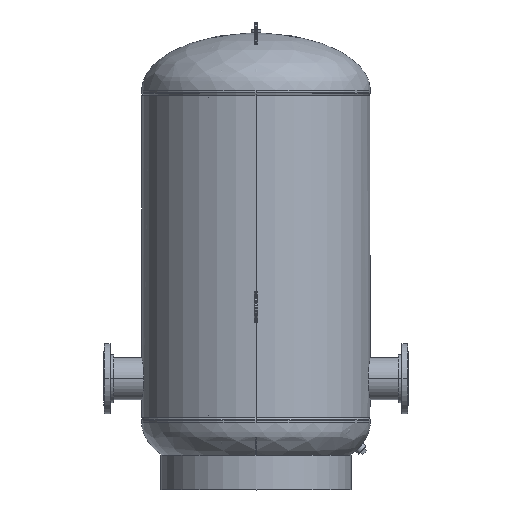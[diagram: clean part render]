
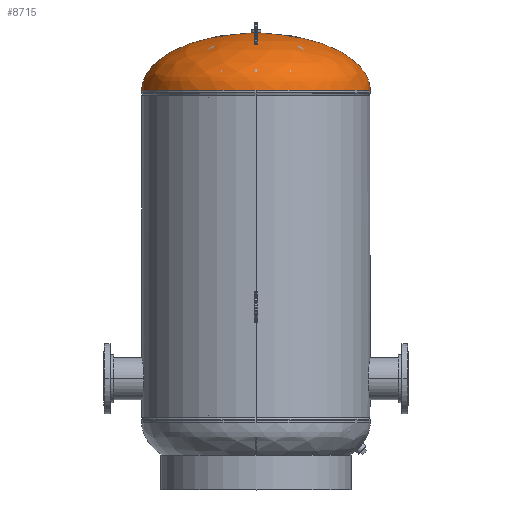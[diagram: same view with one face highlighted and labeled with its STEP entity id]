
A CAD part, top view. The second image highlights one B-rep face of the part: STEP entity #8715.
In plain terms, the highlighted free-form (B-spline) face has degree [3, 3] with [4, 4] control points.
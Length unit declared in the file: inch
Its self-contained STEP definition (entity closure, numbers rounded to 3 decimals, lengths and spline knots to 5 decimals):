
#107 = DIRECTION ( 'NONE',  ( 0., 0., -1. ) ) ;
#325 = CARTESIAN_POINT ( 'NONE',  ( 0.625, 9.90452, 0. ) ) ;
#334 = CARTESIAN_POINT ( 'NONE',  ( -10.87488, 9.72472, 21.74977 ) ) ;
#335 = CARTESIAN_POINT ( 'NONE',  ( -18., 0.822, 0. ) ) ;
#1193 = CARTESIAN_POINT ( 'NONE',  ( 0., 0.822, 0. ) ) ;
#1361 = CARTESIAN_POINT ( 'NONE',  ( 0.625, 9.90452, 1.25 ) ) ;
#1427 = CARTESIAN_POINT ( 'NONE',  ( -18., 6.00017, 36. ) ) ;
#1852 = CIRCLE ( 'NONE', #8986, 18. ) ;
#1935 = CARTESIAN_POINT ( 'NONE',  ( 18., 6.00017, 0. ) ) ;
#2198 = VERTEX_POINT ( 'NONE', #11883 ) ;
#2338 =( BOUNDED_CURVE ( )  B_SPLINE_CURVE ( 3, ( #7184, #10128, #2521, #335 ),
 .UNSPECIFIED., .F., .T. ) 
 B_SPLINE_CURVE_WITH_KNOTS ( ( 4, 4 ),
 ( 4.74712, 6.28319 ),
 .UNSPECIFIED. ) 
 CURVE ( )  GEOMETRIC_REPRESENTATION_ITEM ( )  RATIONAL_B_SPLINE_CURVE ( ( 1., 0.813, 0.813, 1. ) ) 
 REPRESENTATION_ITEM ( '' )  );
#2346 = VERTEX_POINT ( 'NONE', #325 ) ;
#2521 = CARTESIAN_POINT ( 'NONE',  ( -18., 6.00017, 0. ) ) ;
#2782 = VERTEX_POINT ( 'NONE', #8252 ) ;
#2883 = CARTESIAN_POINT ( 'NONE',  ( 10.87488, 9.72472, 0. ) ) ;
#3019 = CARTESIAN_POINT ( 'NONE',  ( 0.625, 9.90452, 0. ) ) ;
#3085 = EDGE_CURVE ( 'NONE', #10884, #2346, #11255, .T. ) ;
#3153 = CARTESIAN_POINT ( 'NONE',  ( -18., 6.00017, 0. ) ) ;
#3213 = ORIENTED_EDGE ( 'NONE', *, *, #3085, .F. ) ;
#3946 = CARTESIAN_POINT ( 'NONE',  ( 0., 9.90452, 0. ) ) ;
#3981 = FACE_OUTER_BOUND ( 'NONE', #11336, .T. ) ;
#4140 = VERTEX_POINT ( 'NONE', #11358 ) ;
#4172 = CARTESIAN_POINT ( 'NONE',  ( 18., 6.00017, 36. ) ) ;
#4367 = CARTESIAN_POINT ( 'NONE',  ( -0.625, 9.90452, 1.25 ) ) ;
#4485 = AXIS2_PLACEMENT_3D ( 'NONE', #5770, #4616, #8529 ) ;
#4616 = DIRECTION ( 'NONE',  ( 0., -1., 0. ) ) ;
#4842 = DIRECTION ( 'NONE',  ( 0., -1., 0. ) ) ;
#4889 = VERTEX_POINT ( 'NONE', #5337 ) ;
#5258 = CARTESIAN_POINT ( 'NONE',  ( -18., 0.822, 0. ) ) ;
#5337 = CARTESIAN_POINT ( 'NONE',  ( 18., 0.822, 0. ) ) ;
#5481 = EDGE_CURVE ( 'NONE', #2782, #2198, #2338, .T. ) ;
#5767 = CIRCLE ( 'NONE', #9027, 0.625 ) ;
#5770 = CARTESIAN_POINT ( 'NONE',  ( 0., 0.822, 0. ) ) ;
#6026 = CARTESIAN_POINT ( 'NONE',  ( 18., 0.822, 0. ) ) ;
#6086 = CARTESIAN_POINT ( 'NONE',  ( -18., 0.822, 36. ) ) ;
#6475 = DIRECTION ( 'NONE',  ( 0., 0., -1. ) ) ;
#6795 = CARTESIAN_POINT ( 'NONE',  ( 0.625, 9.90452, 0. ) ) ;
#7108 = CARTESIAN_POINT ( 'NONE',  ( -0.625, 9.90452, 0. ) ) ;
#7184 = CARTESIAN_POINT ( 'NONE',  ( -0.625, 9.90452, 0. ) ) ;
#7253 = CARTESIAN_POINT ( 'NONE',  ( 10.87488, 9.72472, 21.74977 ) ) ;
#7332 = ORIENTED_EDGE ( 'NONE', *, *, #5481, .T. ) ;
#7554 = EDGE_CURVE ( 'NONE', #4889, #4140, #1852, .T. ) ;
#7557 = DIRECTION ( 'NONE',  ( 0., 1., 0. ) ) ;
#7857 = DIRECTION ( 'NONE',  ( 0., 1., 0. ) ) ;
#8080 = CARTESIAN_POINT ( 'NONE',  ( 18., 0.822, 36. ) ) ;
#8252 = CARTESIAN_POINT ( 'NONE',  ( -0.625, 9.90452, 0. ) ) ;
#8529 = DIRECTION ( 'NONE',  ( 0., 0., -1. ) ) ;
#8608 = AXIS2_PLACEMENT_3D ( 'NONE', #10428, #7557, #6475 ) ;
#8715 = ADVANCED_FACE ( 'NONE', ( #3981 ), #10175, .F. ) ;
#8942 = EDGE_CURVE ( 'NONE', #2346, #4889, #11478, .T. ) ;
#8986 = AXIS2_PLACEMENT_3D ( 'NONE', #1193, #4842, #107 ) ;
#9027 = AXIS2_PLACEMENT_3D ( 'NONE', #3946, #7857, #10829 ) ;
#9230 = CARTESIAN_POINT ( 'NONE',  ( 10.87488, 9.72472, 0. ) ) ;
#9782 = CARTESIAN_POINT ( 'NONE',  ( 18., 0.822, 0. ) ) ;
#9990 = CARTESIAN_POINT ( 'NONE',  ( 18., 6.00017, 0. ) ) ;
#9998 = CIRCLE ( 'NONE', #4485, 18. ) ;
#10128 = CARTESIAN_POINT ( 'NONE',  ( -10.87488, 9.72472, 0. ) ) ;
#10175 =( BOUNDED_SURFACE ( )  B_SPLINE_SURFACE ( 3, 3, ( 
 ( #3019, #1361, #4367, #7108 ),
 ( #9230, #7253, #334, #10182 ),
 ( #9990, #4172, #1427, #3153 ),
 ( #6026, #8080, #6086, #5258 ) ),
 .UNSPECIFIED., .F., .F., .T. ) 
 B_SPLINE_SURFACE_WITH_KNOTS ( ( 4, 4 ),
 ( 4, 4 ),
 ( 0., 1. ),
 ( 0., 1. ),
 .UNSPECIFIED. ) 
 GEOMETRIC_REPRESENTATION_ITEM ( )  RATIONAL_B_SPLINE_SURFACE ( (
 ( 1., 0.333, 0.333, 1.),
 ( 0.813, 0.271, 0.271, 0.813),
 ( 0.813, 0.271, 0.271, 0.813),
 ( 1., 0.333, 0.333, 1.) ) ) 
 REPRESENTATION_ITEM ( '' )  SURFACE ( )  );
#10182 = CARTESIAN_POINT ( 'NONE',  ( -10.87488, 9.72472, 0. ) ) ;
#10428 = CARTESIAN_POINT ( 'NONE',  ( 0., 9.90452, 0. ) ) ;
#10588 = CARTESIAN_POINT ( 'NONE',  ( 0., 9.90452, 0.625 ) ) ;
#10829 = DIRECTION ( 'NONE',  ( 0., 0., -1. ) ) ;
#10884 = VERTEX_POINT ( 'NONE', #10588 ) ;
#11020 = ORIENTED_EDGE ( 'NONE', *, *, #8942, .F. ) ;
#11178 = ORIENTED_EDGE ( 'NONE', *, *, #11285, .F. ) ;
#11255 = CIRCLE ( 'NONE', #8608, 0.625 ) ;
#11285 = EDGE_CURVE ( 'NONE', #4140, #2198, #9998, .T. ) ;
#11336 = EDGE_LOOP ( 'NONE', ( #12555, #7332, #11178, #12609, #11020, #3213 ) ) ;
#11358 = CARTESIAN_POINT ( 'NONE',  ( 0., 0.822, 18. ) ) ;
#11478 =( BOUNDED_CURVE ( )  B_SPLINE_CURVE ( 3, ( #6795, #2883, #1935, #9782 ),
 .UNSPECIFIED., .F., .F. ) 
 B_SPLINE_CURVE_WITH_KNOTS ( ( 4, 4 ),
 ( 4.74712, 6.28319 ),
 .UNSPECIFIED. ) 
 CURVE ( )  GEOMETRIC_REPRESENTATION_ITEM ( )  RATIONAL_B_SPLINE_CURVE ( ( 1., 0.813, 0.813, 1. ) ) 
 REPRESENTATION_ITEM ( '' )  );
#11883 = CARTESIAN_POINT ( 'NONE',  ( -18., 0.822, 0. ) ) ;
#12401 = EDGE_CURVE ( 'NONE', #2782, #10884, #5767, .T. ) ;
#12555 = ORIENTED_EDGE ( 'NONE', *, *, #12401, .F. ) ;
#12609 = ORIENTED_EDGE ( 'NONE', *, *, #7554, .F. ) ;
